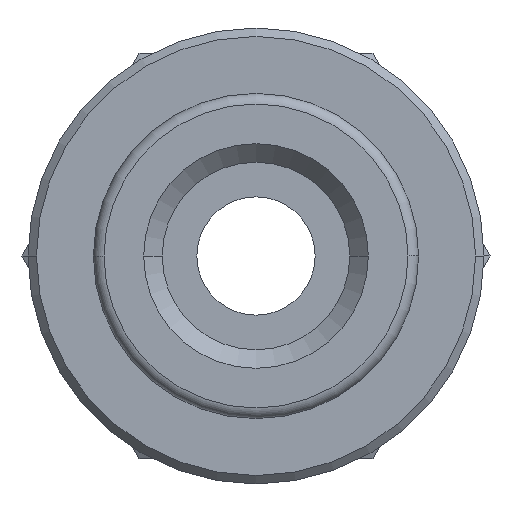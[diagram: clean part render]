
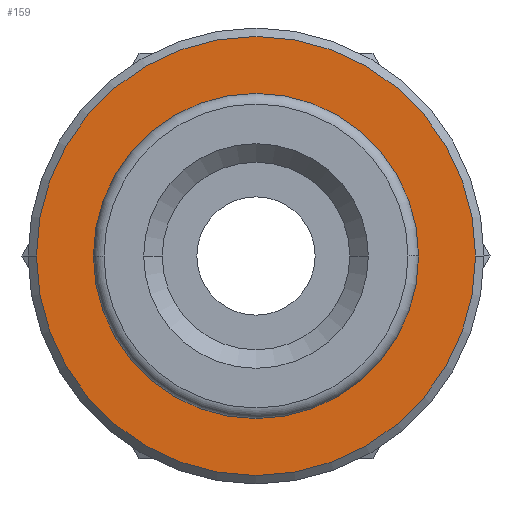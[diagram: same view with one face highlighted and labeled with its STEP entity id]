
A CAD part, front view. The second image highlights one B-rep face of the part: STEP entity #159.
In plain terms, the highlighted planar face has unit normal (0, -1, 0).
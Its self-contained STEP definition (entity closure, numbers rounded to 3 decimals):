
#159=ADVANCED_FACE('',(#344,#345),#346,.T.);
#344=FACE_OUTER_BOUND('',#549,.T.);
#345=FACE_BOUND('',#550,.T.);
#346=PLANE('',#551);
#549=EDGE_LOOP('',(#929,#930));
#550=EDGE_LOOP('',(#931,#932));
#551=AXIS2_PLACEMENT_3D('',#933,#934,#935);
#929=ORIENTED_EDGE('',*,*,#1291,.F.);
#930=ORIENTED_EDGE('',*,*,#1292,.F.);
#931=ORIENTED_EDGE('',*,*,#1293,.F.);
#932=ORIENTED_EDGE('',*,*,#1261,.F.);
#933=CARTESIAN_POINT('',(6.5,3.7,0.0));
#934=DIRECTION('',(-0.0,-1.0,-0.0));
#935=DIRECTION('',(-1.0,0.0,0.0));
#1261=EDGE_CURVE('',#1515,#1517,#1518,.T.);
#1291=EDGE_CURVE('',#1556,#1557,#1558,.T.);
#1292=EDGE_CURVE('',#1557,#1556,#1559,.T.);
#1293=EDGE_CURVE('',#1517,#1515,#1560,.T.);
#1515=VERTEX_POINT('',#1983);
#1517=VERTEX_POINT('',#1986);
#1518=CIRCLE('',#1987,9.0);
#1556=VERTEX_POINT('',#2075);
#1557=VERTEX_POINT('',#2076);
#1558=CIRCLE('',#2077,13.0);
#1559=CIRCLE('',#2078,13.0);
#1560=CIRCLE('',#2079,9.0);
#1983=CARTESIAN_POINT('',(9.0,3.7,0.));
#1986=CARTESIAN_POINT('',(-9.0,3.7,0.));
#1987=AXIS2_PLACEMENT_3D('',#2349,#2350,#2351);
#2075=CARTESIAN_POINT('',(13.0,3.7,0.0));
#2076=CARTESIAN_POINT('',(-13.0,3.7,0.));
#2077=AXIS2_PLACEMENT_3D('',#2385,#2386,#2387);
#2078=AXIS2_PLACEMENT_3D('',#2388,#2389,#2390);
#2079=AXIS2_PLACEMENT_3D('',#2391,#2392,#2393);
#2349=CARTESIAN_POINT('',(0.0,3.7,0.0));
#2350=DIRECTION('',(0.0,-1.0,-0.0));
#2351=DIRECTION('',(1.0,0.0,0.0));
#2385=CARTESIAN_POINT('',(0.0,3.7,0.0));
#2386=DIRECTION('',(-0.0,1.0,0.0));
#2387=DIRECTION('',(1.0,0.0,0.0));
#2388=CARTESIAN_POINT('',(0.0,3.7,0.0));
#2389=DIRECTION('',(-0.0,1.0,0.0));
#2390=DIRECTION('',(1.0,0.0,0.0));
#2391=CARTESIAN_POINT('',(0.0,3.7,0.0));
#2392=DIRECTION('',(0.0,-1.0,-0.0));
#2393=DIRECTION('',(1.0,0.0,0.0));
